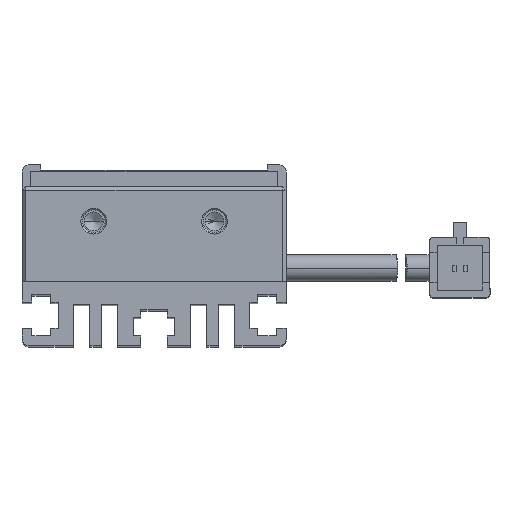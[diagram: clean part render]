
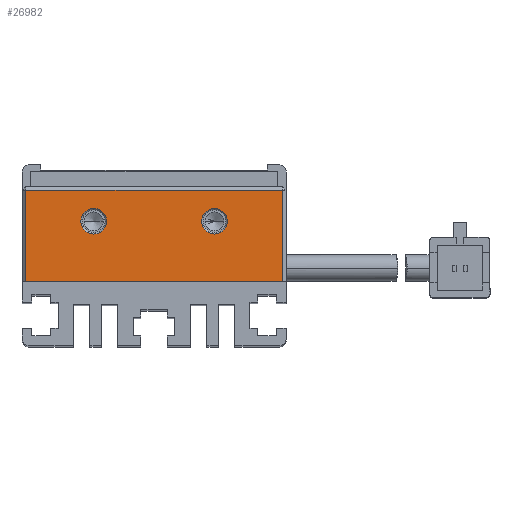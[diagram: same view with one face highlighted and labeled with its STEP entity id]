
A CAD part, top view. The second image highlights one B-rep face of the part: STEP entity #26982.
In plain terms, the highlighted planar face has unit normal (0, 0, 1).
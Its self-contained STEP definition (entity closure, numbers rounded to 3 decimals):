
#311 = CARTESIAN_POINT ( 'NONE',  ( 47.225, 27.491, -57. ) ) ;
#420 = LINE ( 'NONE', #42432, #17569 ) ;
#603 = EDGE_LOOP ( 'NONE', ( #33141, #28737 ) ) ;
#626 = VERTEX_POINT ( 'NONE', #29291 ) ;
#781 = CARTESIAN_POINT ( 'NONE',  ( 23.925, 31.591, -57. ) ) ;
#1515 = CIRCLE ( 'NONE', #18941, 1.7 ) ;
#1996 = DIRECTION ( 'NONE',  ( 0., 0., -1. ) ) ;
#2640 = VERTEX_POINT ( 'NONE', #5802 ) ;
#5276 = CARTESIAN_POINT ( 'NONE',  ( 57.925, 19.491, -57. ) ) ;
#5793 = ORIENTED_EDGE ( 'NONE', *, *, #54320, .T. ) ;
#5796 = CARTESIAN_POINT ( 'NONE',  ( 48.925, 27.491, -57. ) ) ;
#5802 = CARTESIAN_POINT ( 'NONE',  ( 31.225, 27.491, -57. ) ) ;
#6224 = DIRECTION ( 'NONE',  ( 1., 0., 0. ) ) ;
#6258 = ORIENTED_EDGE ( 'NONE', *, *, #19737, .T. ) ;
#7582 = EDGE_LOOP ( 'NONE', ( #12087, #15671, #26276, #5793 ) ) ;
#8257 = VERTEX_POINT ( 'NONE', #23218 ) ;
#9098 = EDGE_CURVE ( 'NONE', #626, #14216, #47228, .T. ) ;
#9109 = FACE_OUTER_BOUND ( 'NONE', #7582, .T. ) ;
#9481 = CARTESIAN_POINT ( 'NONE',  ( 23.925, 25.791, -57. ) ) ;
#11517 = VECTOR ( 'NONE', #23405, 1000. ) ;
#12087 = ORIENTED_EDGE ( 'NONE', *, *, #51817, .T. ) ;
#12751 = DIRECTION ( 'NONE',  ( 1., 0., 0. ) ) ;
#14216 = VERTEX_POINT ( 'NONE', #5276 ) ;
#14404 = CARTESIAN_POINT ( 'NONE',  ( 40.925, 31.591, -57. ) ) ;
#15671 = ORIENTED_EDGE ( 'NONE', *, *, #45457, .T. ) ;
#15723 = FACE_BOUND ( 'NONE', #24626, .T. ) ;
#16298 = DIRECTION ( 'NONE',  ( 0., 0., -1. ) ) ;
#16509 = LINE ( 'NONE', #14404, #37655 ) ;
#17569 = VECTOR ( 'NONE', #30223, 1000. ) ;
#17710 = FACE_BOUND ( 'NONE', #603, .T. ) ;
#18006 = PLANE ( 'NONE',  #36799 ) ;
#18941 = AXIS2_PLACEMENT_3D ( 'NONE', #50680, #16298, #12751 ) ;
#19737 = EDGE_CURVE ( 'NONE', #39477, #50253, #38722, .T. ) ;
#20001 = DIRECTION ( 'NONE',  ( 1., 0., 0. ) ) ;
#20600 = EDGE_CURVE ( 'NONE', #2640, #22385, #1515, .T. ) ;
#21908 = VERTEX_POINT ( 'NONE', #781 ) ;
#22385 = VERTEX_POINT ( 'NONE', #30279 ) ;
#22453 = DIRECTION ( 'NONE',  ( 0., -1., 0. ) ) ;
#22797 = DIRECTION ( 'NONE',  ( -1., 0., 0. ) ) ;
#23218 = CARTESIAN_POINT ( 'NONE',  ( 57.925, 31.591, -57. ) ) ;
#23405 = DIRECTION ( 'NONE',  ( 1., 0., 0. ) ) ;
#24626 = EDGE_LOOP ( 'NONE', ( #32154, #6258 ) ) ;
#25864 = AXIS2_PLACEMENT_3D ( 'NONE', #40285, #1996, #6224 ) ;
#25935 = LINE ( 'NONE', #9481, #53700 ) ;
#26276 = ORIENTED_EDGE ( 'NONE', *, *, #9098, .T. ) ;
#26392 = DIRECTION ( 'NONE',  ( 0., 0., -1. ) ) ;
#26607 = EDGE_CURVE ( 'NONE', #50253, #39477, #48860, .T. ) ;
#26982 = ADVANCED_FACE ( 'NONE', ( #9109, #15723, #17710 ), #18006, .T. ) ;
#28500 = CARTESIAN_POINT ( 'NONE',  ( 48.925, 27.491, -57. ) ) ;
#28737 = ORIENTED_EDGE ( 'NONE', *, *, #20600, .T. ) ;
#29291 = CARTESIAN_POINT ( 'NONE',  ( 23.925, 19.491, -57. ) ) ;
#30223 = DIRECTION ( 'NONE',  ( 0., 1., 0. ) ) ;
#30279 = CARTESIAN_POINT ( 'NONE',  ( 34.625, 27.491, -57. ) ) ;
#30776 = CARTESIAN_POINT ( 'NONE',  ( 50.625, 27.491, -57. ) ) ;
#31184 = DIRECTION ( 'NONE',  ( 1., 0., 0. ) ) ;
#32154 = ORIENTED_EDGE ( 'NONE', *, *, #26607, .T. ) ;
#32375 = DIRECTION ( 'NONE',  ( 0., 0., -1. ) ) ;
#33141 = ORIENTED_EDGE ( 'NONE', *, *, #46899, .T. ) ;
#34102 = DIRECTION ( 'NONE',  ( 0., 0., 1. ) ) ;
#36122 = CARTESIAN_POINT ( 'NONE',  ( 40.925, 19.491, -57. ) ) ;
#36799 = AXIS2_PLACEMENT_3D ( 'NONE', #51635, #34102, #38872 ) ;
#37655 = VECTOR ( 'NONE', #22797, 1000. ) ;
#38722 = CIRCLE ( 'NONE', #44714, 1.7 ) ;
#38872 = DIRECTION ( 'NONE',  ( 1., 0., 0. ) ) ;
#39477 = VERTEX_POINT ( 'NONE', #311 ) ;
#40285 = CARTESIAN_POINT ( 'NONE',  ( 32.925, 27.491, -57. ) ) ;
#42432 = CARTESIAN_POINT ( 'NONE',  ( 57.925, 25.791, -57. ) ) ;
#43470 = CIRCLE ( 'NONE', #25864, 1.7 ) ;
#44714 = AXIS2_PLACEMENT_3D ( 'NONE', #5796, #26392, #31184 ) ;
#45457 = EDGE_CURVE ( 'NONE', #21908, #626, #25935, .T. ) ;
#46899 = EDGE_CURVE ( 'NONE', #22385, #2640, #43470, .T. ) ;
#47228 = LINE ( 'NONE', #36122, #11517 ) ;
#48428 = AXIS2_PLACEMENT_3D ( 'NONE', #28500, #32375, #20001 ) ;
#48860 = CIRCLE ( 'NONE', #48428, 1.7 ) ;
#50253 = VERTEX_POINT ( 'NONE', #30776 ) ;
#50680 = CARTESIAN_POINT ( 'NONE',  ( 32.925, 27.491, -57. ) ) ;
#51635 = CARTESIAN_POINT ( 'NONE',  ( 40.925, 25.791, -57. ) ) ;
#51817 = EDGE_CURVE ( 'NONE', #8257, #21908, #16509, .T. ) ;
#53700 = VECTOR ( 'NONE', #22453, 1000. ) ;
#54320 = EDGE_CURVE ( 'NONE', #14216, #8257, #420, .T. ) ;
